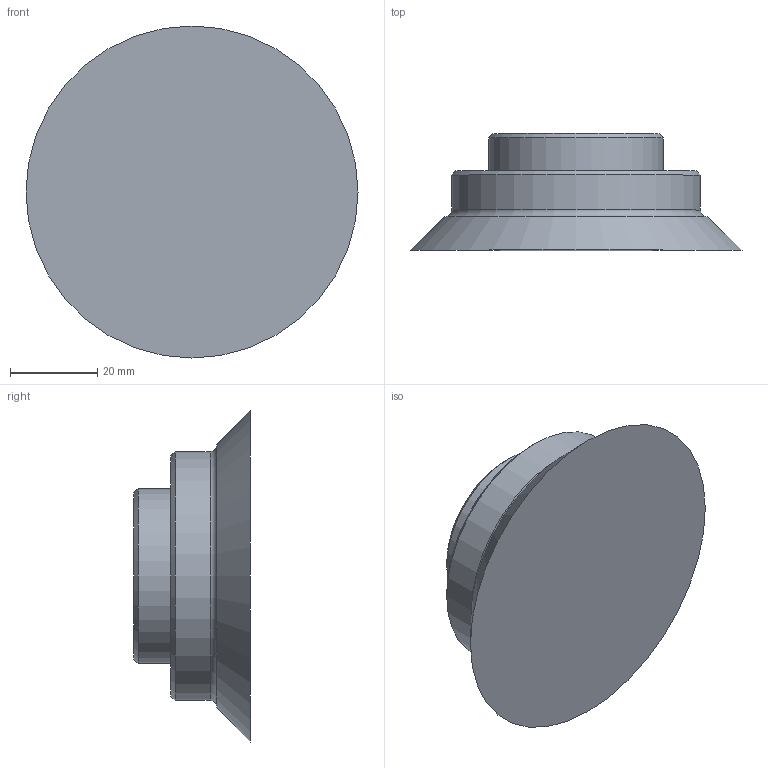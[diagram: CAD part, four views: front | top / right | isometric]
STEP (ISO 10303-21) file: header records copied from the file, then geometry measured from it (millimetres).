
FILE_DESCRIPTION(/* description */ (''),/* implementation_level */ '2;1');
FILE_NAME(/* name */ 'vz75sh60n7c3.stp',/* time_stamp */ '2022-07-11T09:42:09+02:00',/* author */ ('enginyeria'),/* organization */ (''),/* preprocessor_version */ 'ST-DEVELOPER v17.2',/* originating_system */ 'Autodesk Inventor 2019',/* authorisation */ '');
FILE_SCHEMA (('AUTOMOTIVE_DESIGN { 1 0 10303 214 3 1 1 }'));
Length unit declared in the file: metre
Products named in the file (1): Pieza1
Bounding box: 76 x 26.7 x 76 mm (x, y, z)
Volume: 64238.9 mm3; surface area: 12794.8 mm2
Topology: 1 solids, 1 shells, 14 faces, 37 edges, 28 vertices
Faces by surface type: plane 5, cylinder 4, cone 4, torus 1
Full cylindrical faces by diameter (mm): 11.445 x1, 17.5 x1, 40 x1, 57 x1
Entity records: 542 total; most frequent: DIRECTION 96, CARTESIAN_POINT 80, ORIENTED_EDGE 74, AXIS2_PLACEMENT_3D 44, EDGE_CURVE 37, CIRCLE 29, VERTEX_POINT 28, EDGE_LOOP 17
